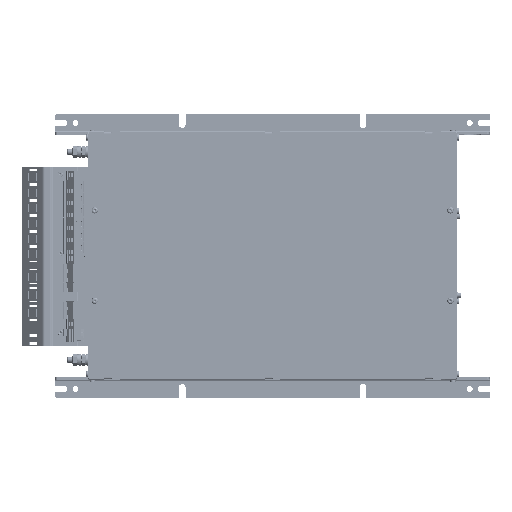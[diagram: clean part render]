
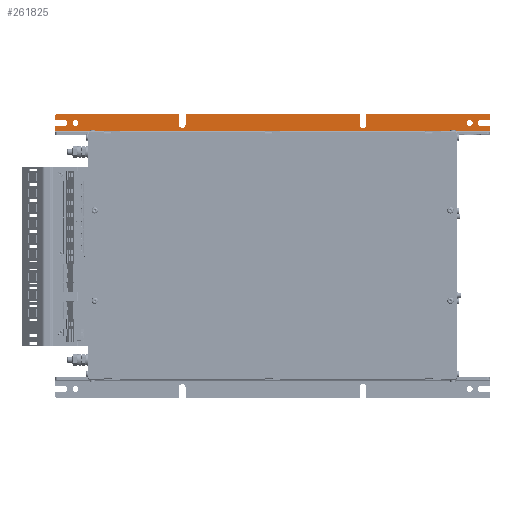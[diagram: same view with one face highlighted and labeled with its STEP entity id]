
A CAD part, top view. The second image highlights one B-rep face of the part: STEP entity #261825.
In plain terms, the highlighted planar face has unit normal (0, 0, 1).
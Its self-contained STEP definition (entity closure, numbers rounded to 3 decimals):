
#10064=PLANE('',#281783);
#11676=FACE_BOUND('',#39119,.T.);
#11677=FACE_BOUND('',#39120,.T.);
#24629=FACE_OUTER_BOUND('',#39118,.T.);
#39118=EDGE_LOOP('',(#232910,#232911,#232912,#232913,#232914,#232915,#232916,
#232917,#232918,#232919,#232920,#232921,#232922,#232923,#232924,#232925,
#232926,#232927,#232928,#232929,#232930,#232931));
#39119=EDGE_LOOP('',(#232932));
#39120=EDGE_LOOP('',(#232933));
#67215=LINE('',#465972,#92029);
#67219=LINE('',#465981,#92033);
#67223=LINE('',#465993,#92037);
#67227=LINE('',#466002,#92041);
#67231=LINE('',#466014,#92045);
#67235=LINE('',#466023,#92049);
#67239=LINE('',#466035,#92053);
#67243=LINE('',#466044,#92057);
#67247=LINE('',#466054,#92061);
#67248=LINE('',#466057,#92062);
#67252=LINE('',#466063,#92066);
#67255=LINE('',#466069,#92069);
#67258=LINE('',#466075,#92072);
#67267=LINE('',#466099,#92081);
#67268=LINE('',#466101,#92082);
#67269=LINE('',#466102,#92083);
#92029=VECTOR('',#346211,10.);
#92033=VECTOR('',#346217,10.);
#92037=VECTOR('',#346229,10.);
#92041=VECTOR('',#346235,10.);
#92045=VECTOR('',#346247,10.);
#92049=VECTOR('',#346253,10.);
#92053=VECTOR('',#346265,10.);
#92057=VECTOR('',#346271,10.);
#92061=VECTOR('',#346283,10.);
#92062=VECTOR('',#346286,10.);
#92066=VECTOR('',#346292,10.);
#92069=VECTOR('',#346297,3.32);
#92072=VECTOR('',#346302,3.32);
#92081=VECTOR('',#346329,3.32);
#92082=VECTOR('',#346330,10.);
#92083=VECTOR('',#346331,3.32);
#100122=CIRCLE('',#281745,4.);
#100124=CIRCLE('',#281748,4.);
#100126=CIRCLE('',#281753,4.5);
#100128=CIRCLE('',#281758,4.5);
#100130=CIRCLE('',#281763,4.5);
#100132=CIRCLE('',#281768,4.5);
#100137=CIRCLE('',#281782,3.);
#100138=CIRCLE('',#281784,3.);
#124127=VERTEX_POINT('',#465954);
#124129=VERTEX_POINT('',#465960);
#124133=VERTEX_POINT('',#465969);
#124134=VERTEX_POINT('',#465971);
#124137=VERTEX_POINT('',#465978);
#124138=VERTEX_POINT('',#465980);
#124141=VERTEX_POINT('',#465990);
#124142=VERTEX_POINT('',#465992);
#124145=VERTEX_POINT('',#465999);
#124146=VERTEX_POINT('',#466001);
#124149=VERTEX_POINT('',#466011);
#124150=VERTEX_POINT('',#466013);
#124153=VERTEX_POINT('',#466020);
#124154=VERTEX_POINT('',#466022);
#124157=VERTEX_POINT('',#466032);
#124158=VERTEX_POINT('',#466034);
#124161=VERTEX_POINT('',#466041);
#124162=VERTEX_POINT('',#466043);
#124164=VERTEX_POINT('',#466052);
#124165=VERTEX_POINT('',#466056);
#124168=VERTEX_POINT('',#466067);
#124170=VERTEX_POINT('',#466073);
#124176=VERTEX_POINT('',#466095);
#124177=VERTEX_POINT('',#466100);
#160485=EDGE_CURVE('',#124127,#124127,#100122,.T.);
#160488=EDGE_CURVE('',#124129,#124129,#100124,.T.);
#160493=EDGE_CURVE('',#124134,#124133,#67215,.T.);
#160497=EDGE_CURVE('',#124138,#124137,#67219,.T.);
#160499=EDGE_CURVE('',#124133,#124138,#100126,.T.);
#160503=EDGE_CURVE('',#124142,#124141,#67223,.T.);
#160507=EDGE_CURVE('',#124146,#124145,#67227,.T.);
#160509=EDGE_CURVE('',#124141,#124146,#100128,.T.);
#160513=EDGE_CURVE('',#124150,#124149,#67231,.T.);
#160517=EDGE_CURVE('',#124154,#124153,#67235,.T.);
#160519=EDGE_CURVE('',#124153,#124150,#100130,.T.);
#160523=EDGE_CURVE('',#124158,#124157,#67239,.T.);
#160527=EDGE_CURVE('',#124162,#124161,#67243,.T.);
#160529=EDGE_CURVE('',#124157,#124162,#100132,.T.);
#160533=EDGE_CURVE('',#124164,#124145,#67247,.T.);
#160534=EDGE_CURVE('',#124134,#124165,#67248,.T.);
#160538=EDGE_CURVE('',#124142,#124137,#67252,.T.);
#160541=EDGE_CURVE('',#124168,#124149,#67255,.T.);
#160544=EDGE_CURVE('',#124161,#124170,#67258,.T.);
#160556=EDGE_CURVE('',#124176,#124164,#100137,.T.);
#160557=EDGE_CURVE('',#124176,#124158,#67267,.T.);
#160558=EDGE_CURVE('',#124177,#124170,#67268,.T.);
#160559=EDGE_CURVE('',#124154,#124177,#67269,.T.);
#160560=EDGE_CURVE('',#124165,#124168,#100138,.T.);
#232910=ORIENTED_EDGE('',*,*,#160497,.T.);
#232911=ORIENTED_EDGE('',*,*,#160538,.F.);
#232912=ORIENTED_EDGE('',*,*,#160503,.T.);
#232913=ORIENTED_EDGE('',*,*,#160509,.T.);
#232914=ORIENTED_EDGE('',*,*,#160507,.T.);
#232915=ORIENTED_EDGE('',*,*,#160533,.F.);
#232916=ORIENTED_EDGE('',*,*,#160556,.F.);
#232917=ORIENTED_EDGE('',*,*,#160557,.T.);
#232918=ORIENTED_EDGE('',*,*,#160523,.T.);
#232919=ORIENTED_EDGE('',*,*,#160529,.T.);
#232920=ORIENTED_EDGE('',*,*,#160527,.T.);
#232921=ORIENTED_EDGE('',*,*,#160544,.T.);
#232922=ORIENTED_EDGE('',*,*,#160558,.F.);
#232923=ORIENTED_EDGE('',*,*,#160559,.F.);
#232924=ORIENTED_EDGE('',*,*,#160517,.T.);
#232925=ORIENTED_EDGE('',*,*,#160519,.T.);
#232926=ORIENTED_EDGE('',*,*,#160513,.T.);
#232927=ORIENTED_EDGE('',*,*,#160541,.F.);
#232928=ORIENTED_EDGE('',*,*,#160560,.F.);
#232929=ORIENTED_EDGE('',*,*,#160534,.F.);
#232930=ORIENTED_EDGE('',*,*,#160493,.T.);
#232931=ORIENTED_EDGE('',*,*,#160499,.T.);
#232932=ORIENTED_EDGE('',*,*,#160485,.T.);
#232933=ORIENTED_EDGE('',*,*,#160488,.T.);
#261825=ADVANCED_FACE('',(#24629,#11676,#11677),#10064,.T.);
#281745=AXIS2_PLACEMENT_3D('',#465955,#346195,#346196);
#281748=AXIS2_PLACEMENT_3D('',#465961,#346202,#346203);
#281753=AXIS2_PLACEMENT_3D('',#465984,#346221,#346222);
#281758=AXIS2_PLACEMENT_3D('',#466005,#346239,#346240);
#281763=AXIS2_PLACEMENT_3D('',#466026,#346257,#346258);
#281768=AXIS2_PLACEMENT_3D('',#466047,#346275,#346276);
#281782=AXIS2_PLACEMENT_3D('',#466097,#346325,#346326);
#281783=AXIS2_PLACEMENT_3D('',#466098,#346327,#346328);
#281784=AXIS2_PLACEMENT_3D('',#466103,#346332,#346333);
#346195=DIRECTION('center_axis',(0.,0.,
-1.));
#346196=DIRECTION('ref_axis',(-1.,0.,0.));
#346202=DIRECTION('center_axis',(0.,0.,
-1.));
#346203=DIRECTION('ref_axis',(-1.,0.,0.));
#346211=DIRECTION('',(0.,-1.,0.));
#346217=DIRECTION('',(0.,1.,0.));
#346221=DIRECTION('center_axis',(0.,0.,
-1.));
#346222=DIRECTION('ref_axis',(1.,0.,0.));
#346229=DIRECTION('',(0.,-1.,0.));
#346235=DIRECTION('',(0.,1.,0.));
#346239=DIRECTION('center_axis',(0.,0.,
-1.));
#346240=DIRECTION('ref_axis',(1.,0.,0.));
#346247=DIRECTION('',(1.,0.,0.));
#346253=DIRECTION('',(-1.,0.,0.));
#346257=DIRECTION('center_axis',(0.,0.,
-1.));
#346258=DIRECTION('ref_axis',(1.,0.,0.));
#346265=DIRECTION('',(1.,0.,0.));
#346271=DIRECTION('',(-1.,0.,0.));
#346275=DIRECTION('center_axis',(0.,0.,
-1.));
#346276=DIRECTION('ref_axis',(1.,0.,0.));
#346283=DIRECTION('',(1.,0.,0.));
#346286=DIRECTION('',(1.,0.,0.));
#346292=DIRECTION('',(1.,0.,0.));
#346297=DIRECTION('',(0.,-1.,0.));
#346302=DIRECTION('',(0.,-1.,0.));
#346325=DIRECTION('center_axis',(0.,0.,
-1.));
#346326=DIRECTION('ref_axis',(-0.707,0.707,0.));
#346327=DIRECTION('center_axis',(0.,0.,
1.));
#346328=DIRECTION('ref_axis',(0.,-1.,0.));
#346329=DIRECTION('',(0.,-1.,0.));
#346330=DIRECTION('',(-1.,0.,0.));
#346331=DIRECTION('',(0.,-1.,0.));
#346332=DIRECTION('center_axis',(0.,0.,
-1.));
#346333=DIRECTION('ref_axis',(0.707,0.707,0.));
#465954=CARTESIAN_POINT('',(206.257,265.567,-19.5));
#465955=CARTESIAN_POINT('Origin',(202.257,265.567,-19.5));
#465960=CARTESIAN_POINT('',(-316.743,265.567,-19.5));
#465961=CARTESIAN_POINT('Origin',(-320.743,265.567,-19.5));
#465969=CARTESIAN_POINT('',(65.257,263.567,-19.5));
#465971=CARTESIAN_POINT('',(65.257,278.067,-19.5));
#465972=CARTESIAN_POINT('',(65.257,271.014,-19.5));
#465978=CARTESIAN_POINT('',(56.257,278.067,-19.5));
#465980=CARTESIAN_POINT('',(56.257,263.567,-19.5));
#465981=CARTESIAN_POINT('',(56.257,263.764,-19.5));
#465984=CARTESIAN_POINT('Origin',(60.757,263.567,-19.5));
#465990=CARTESIAN_POINT('',(-174.743,263.567,-19.5));
#465992=CARTESIAN_POINT('',(-174.743,278.067,-19.5));
#465993=CARTESIAN_POINT('',(-174.743,271.014,-19.5));
#465999=CARTESIAN_POINT('',(-183.743,278.067,-19.5));
#466001=CARTESIAN_POINT('',(-183.743,263.567,-19.5));
#466002=CARTESIAN_POINT('',(-183.743,263.764,-19.5));
#466005=CARTESIAN_POINT('Origin',(-179.243,263.567,-19.5));
#466011=CARTESIAN_POINT('',(229.257,270.067,-19.5));
#466013=CARTESIAN_POINT('',(217.757,270.067,-19.5));
#466014=CARTESIAN_POINT('',(79.257,270.067,-19.5));
#466020=CARTESIAN_POINT('',(217.757,261.067,-19.5));
#466022=CARTESIAN_POINT('',(229.257,261.067,-19.5));
#466023=CARTESIAN_POINT('',(85.007,261.067,-19.5));
#466026=CARTESIAN_POINT('Origin',(217.757,265.567,-19.5));
#466032=CARTESIAN_POINT('',(-336.243,270.067,-19.5));
#466034=CARTESIAN_POINT('',(-347.743,270.067,-19.5));
#466035=CARTESIAN_POINT('',(-203.493,270.067,-19.5));
#466041=CARTESIAN_POINT('',(-347.743,261.067,-19.5));
#466043=CARTESIAN_POINT('',(-336.243,261.067,-19.5));
#466044=CARTESIAN_POINT('',(-197.743,261.067,-19.5));
#466047=CARTESIAN_POINT('Origin',(-336.243,265.567,-19.5));
#466052=CARTESIAN_POINT('',(-344.743,278.067,-19.5));
#466054=CARTESIAN_POINT('',(-347.743,278.067,-19.5));
#466056=CARTESIAN_POINT('',(226.257,278.067,-19.5));
#466057=CARTESIAN_POINT('',(-347.743,278.067,-19.5));
#466063=CARTESIAN_POINT('',(-347.743,278.067,-19.5));
#466067=CARTESIAN_POINT('',(229.257,275.067,-19.5));
#466069=CARTESIAN_POINT('',(229.257,244.637,-19.5));
#466073=CARTESIAN_POINT('',(-347.743,255.067,-19.5));
#466075=CARTESIAN_POINT('',(-347.743,244.637,-19.5));
#466095=CARTESIAN_POINT('',(-347.743,275.067,-19.5));
#466097=CARTESIAN_POINT('Origin',(-344.743,275.067,-19.5));
#466098=CARTESIAN_POINT('Origin',(-59.243,263.96,-19.5));
#466099=CARTESIAN_POINT('',(-347.743,244.637,-19.5));
#466100=CARTESIAN_POINT('',(229.257,255.067,-19.5));
#466101=CARTESIAN_POINT('',(-59.243,255.067,-19.5));
#466102=CARTESIAN_POINT('',(229.257,244.637,-19.5));
#466103=CARTESIAN_POINT('Origin',(226.257,275.067,-19.5));
